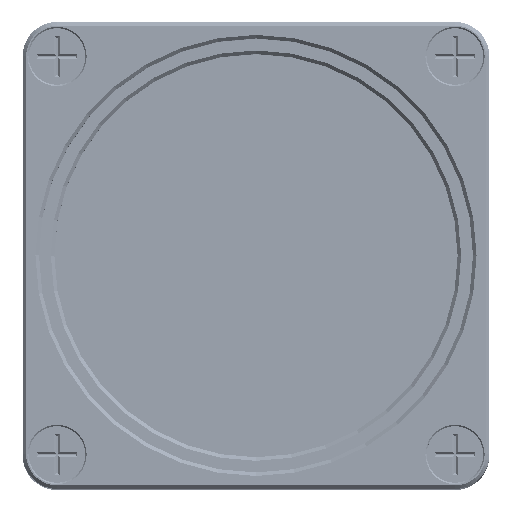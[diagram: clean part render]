
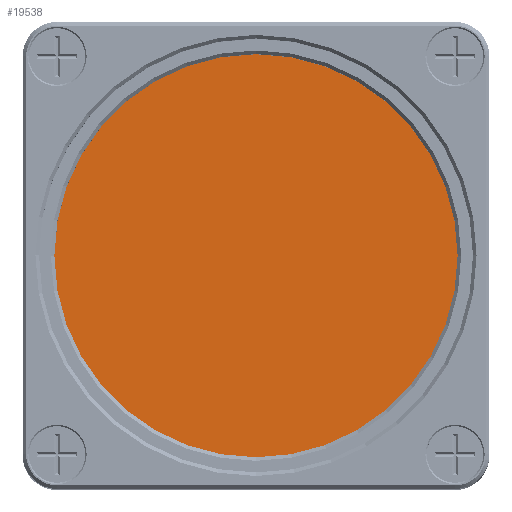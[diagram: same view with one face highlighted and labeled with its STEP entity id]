
A CAD part, top view. The second image highlights one B-rep face of the part: STEP entity #19538.
In plain terms, the highlighted face is planar.
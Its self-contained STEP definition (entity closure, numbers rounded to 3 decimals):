
#9762=FACE_OUTER_BOUND('',#65889,.T.);
#19538=ADVANCED_FACE('',(#9762),#25975,.F.);
#25975=PLANE('',#158623);
#65889=EDGE_LOOP('',(#92982));
#92982=ORIENTED_EDGE('',*,*,#137729,.F.);
#119882=VERTEX_POINT('',#229411);
#137729=EDGE_CURVE('',#119882,#119882,#149787,.T.);
#149787=CIRCLE('',#158620,12.5);
#158620=AXIS2_PLACEMENT_3D('',#229410,#186496,#186497);
#158623=AXIS2_PLACEMENT_3D('',#229414,#186502,#186503);
#186496=DIRECTION('',(0.,0.,1.));
#186497=DIRECTION('',(1.,0.,0.));
#186502=DIRECTION('',(0.,0.,1.));
#186503=DIRECTION('',(1.,0.,0.));
#229410=CARTESIAN_POINT('',(0.,0.,0.));
#229411=CARTESIAN_POINT('',(12.5,0.,0.));
#229414=CARTESIAN_POINT('',(0.,0.,0.));
